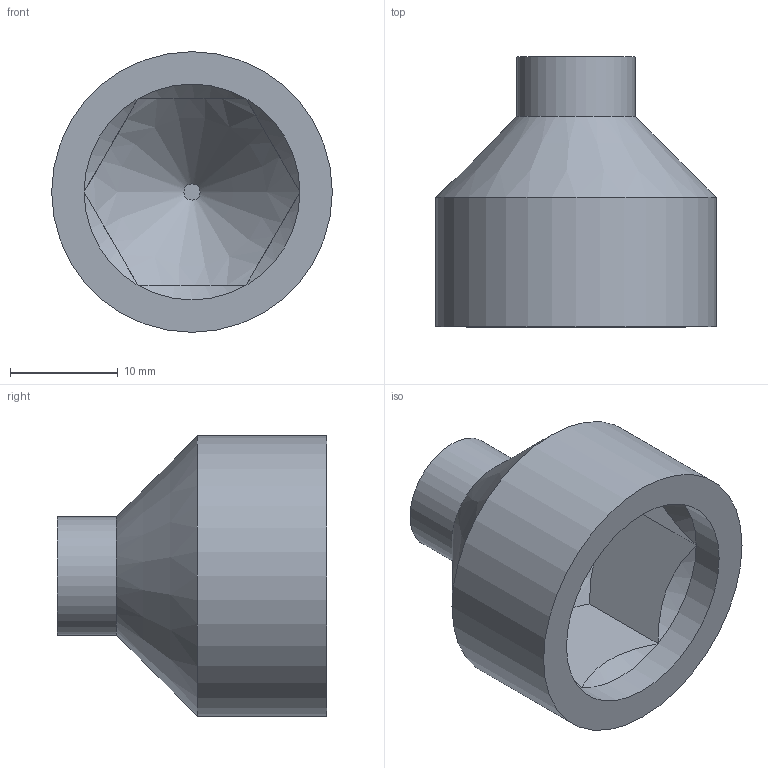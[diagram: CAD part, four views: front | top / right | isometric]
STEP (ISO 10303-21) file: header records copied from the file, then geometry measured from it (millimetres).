
FILE_DESCRIPTION(/* description */ (''),/* implementation_level */ '2;1');
FILE_NAME(/* name */ 'Azimuth Potentiometer Holder Inner.stp',/* time_stamp */ '2018-04-22T20:07:12+01:00',/* author */ ('Eddie the Computer'),/* organization */ (''),/* preprocessor_version */ 'ST-DEVELOPER v15.2',/* originating_system */ 'Autodesk Inventor 2014',/* authorisation */ '');
FILE_SCHEMA (('AUTOMOTIVE_DESIGN { 1 0 10303 214 3 1 1 }'));
Length unit declared in the file: millimetre
Products named in the file (1): Above3
Bounding box: 26 x 25 x 26 mm (x, y, z)
Volume: 4581 mm3; surface area: 3345.9 mm2
Topology: 1 solids, 1 shells, 26 faces, 51 edges, 29 vertices
Faces by surface type: plane 14, cone 8, cylinder 4
Full cylindrical faces by diameter (mm): 7 x1, 11 x1, 20 x1, 26 x1
Entity records: 613 total; most frequent: CARTESIAN_POINT 121, DIRECTION 102, ORIENTED_EDGE 86, AXIS2_PLACEMENT_3D 44, EDGE_CURVE 43, EDGE_LOOP 34, VERTEX_POINT 27, ADVANCED_FACE 26
